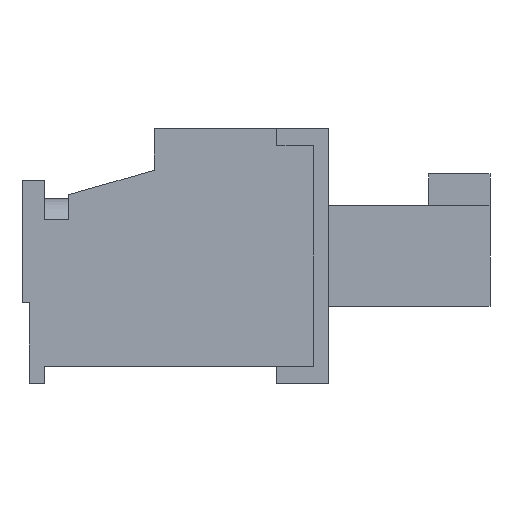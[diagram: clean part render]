
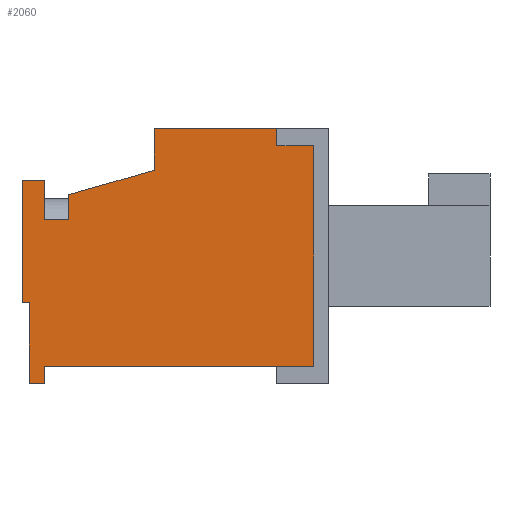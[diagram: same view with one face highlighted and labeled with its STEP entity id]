
A CAD part, left-side view. The second image highlights one B-rep face of the part: STEP entity #2060.
In plain terms, the highlighted planar face has unit normal (-1, 0, 0).
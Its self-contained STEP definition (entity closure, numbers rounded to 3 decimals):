
#136 = CARTESIAN_POINT ( 'NONE',  ( -3.5, 0., 0. ) ) ;
#622 = VERTEX_POINT ( 'NONE', #3661 ) ;
#635 = VERTEX_POINT ( 'NONE', #3628 ) ;
#750 = VERTEX_POINT ( 'NONE', #2722 ) ;
#851 = CARTESIAN_POINT ( 'NONE',  ( -3.5, 4.5, -5.24 ) ) ;
#894 = DIRECTION ( 'NONE',  ( 0., -1., 0. ) ) ;
#976 = VECTOR ( 'NONE', #11111, 1000. ) ;
#998 = LINE ( 'NONE', #4068, #976 ) ;
#1084 = ORIENTED_EDGE ( 'NONE', *, *, #7371, .F. ) ;
#1221 = EDGE_CURVE ( 'NONE', #10744, #4742, #998, .T. ) ;
#1811 = LINE ( 'NONE', #8095, #1882 ) ;
#1882 = VECTOR ( 'NONE', #8147, 1000. ) ;
#1926 = LINE ( 'NONE', #8814, #2082 ) ;
#1941 = VECTOR ( 'NONE', #9923, 1000. ) ;
#1976 = LINE ( 'NONE', #10841, #1941 ) ;
#2060 = ADVANCED_FACE ( 'NONE', ( #8050 ), #7295, .T. ) ;
#2082 = VECTOR ( 'NONE', #8825, 1000. ) ;
#2121 = AXIS2_PLACEMENT_3D ( 'NONE', #136, #8487, #7526 ) ;
#2302 = DIRECTION ( 'NONE',  ( 0., 1., 0. ) ) ;
#2303 = CARTESIAN_POINT ( 'NONE',  ( -3.5, -3.1, 5.76 ) ) ;
#2333 = VECTOR ( 'NONE', #5264, 1000. ) ;
#2339 = CARTESIAN_POINT ( 'NONE',  ( -3.5, -5.2, 6.66 ) ) ;
#2347 = LINE ( 'NONE', #5302, #2333 ) ;
#2375 = VECTOR ( 'NONE', #5828, 1000. ) ;
#2390 = DIRECTION ( 'NONE',  ( 0., 0., 1. ) ) ;
#2402 = LINE ( 'NONE', #6068, #2375 ) ;
#2415 = VECTOR ( 'NONE', #6208, 1000. ) ;
#2438 = LINE ( 'NONE', #6334, #2415 ) ;
#2449 = CARTESIAN_POINT ( 'NONE',  ( -3.5, -5.2, -3.74 ) ) ;
#2488 = ORIENTED_EDGE ( 'NONE', *, *, #7176, .F. ) ;
#2565 = VECTOR ( 'NONE', #9119, 1000. ) ;
#2597 = LINE ( 'NONE', #9078, #2565 ) ;
#2652 = VECTOR ( 'NONE', #9642, 1000. ) ;
#2669 = CARTESIAN_POINT ( 'NONE',  ( -3.5, -2.5, 4.76 ) ) ;
#2717 = VECTOR ( 'NONE', #9684, 1000. ) ;
#2722 = CARTESIAN_POINT ( 'NONE',  ( -3.5, -3.5, 1.26 ) ) ;
#2731 = LINE ( 'NONE', #9554, #2652 ) ;
#2750 = LINE ( 'NONE', #9720, #2717 ) ;
#2828 = VECTOR ( 'NONE', #11351, 1000. ) ;
#2837 = LINE ( 'NONE', #11602, #2828 ) ;
#2855 = CARTESIAN_POINT ( 'NONE',  ( -3.5, -3.1, 6.66 ) ) ;
#2974 = VECTOR ( 'NONE', #10596, 1000. ) ;
#3059 = LINE ( 'NONE', #11316, #2974 ) ;
#3110 = ORIENTED_EDGE ( 'NONE', *, *, #7219, .F. ) ;
#3135 = CARTESIAN_POINT ( 'NONE',  ( -3.5, -1.5, 4.76 ) ) ;
#3434 = VERTEX_POINT ( 'NONE', #2855 ) ;
#3615 = ORIENTED_EDGE ( 'NONE', *, *, #1221, .T. ) ;
#3628 = CARTESIAN_POINT ( 'NONE',  ( -3.5, -5.2, 1.26 ) ) ;
#3661 = CARTESIAN_POINT ( 'NONE',  ( -3.5, 5.2, 6.36 ) ) ;
#3965 = ORIENTED_EDGE ( 'NONE', *, *, #7053, .F. ) ;
#4068 = CARTESIAN_POINT ( 'NONE',  ( -3.5, 4.5, 6.66 ) ) ;
#4170 = VECTOR ( 'NONE', #2390, 1000. ) ;
#4193 = LINE ( 'NONE', #4944, #4170 ) ;
#4512 = EDGE_CURVE ( 'NONE', #9044, #4560, #9517, .T. ) ;
#4560 = VERTEX_POINT ( 'NONE', #2669 ) ;
#4742 = VERTEX_POINT ( 'NONE', #9155 ) ;
#4848 = ORIENTED_EDGE ( 'NONE', *, *, #4512, .F. ) ;
#4916 = ORIENTED_EDGE ( 'NONE', *, *, #6215, .T. ) ;
#4944 = CARTESIAN_POINT ( 'NONE',  ( -3.5, -5.2, -5.24 ) ) ;
#5062 = VECTOR ( 'NONE', #2302, 1000. ) ;
#5104 = VERTEX_POINT ( 'NONE', #2303 ) ;
#5111 = LINE ( 'NONE', #2339, #5062 ) ;
#5219 = ORIENTED_EDGE ( 'NONE', *, *, #7200, .T. ) ;
#5264 = DIRECTION ( 'NONE',  ( 0., 0., -1. ) ) ;
#5302 = CARTESIAN_POINT ( 'NONE',  ( -3.5, -4.5, -3.74 ) ) ;
#5373 = VECTOR ( 'NONE', #894, 1000. ) ;
#5741 = CARTESIAN_POINT ( 'NONE',  ( -3.5, 1.9, 6.66 ) ) ;
#5786 = LINE ( 'NONE', #851, #5373 ) ;
#5814 = CARTESIAN_POINT ( 'NONE',  ( -3.5, -1.5, 5.76 ) ) ;
#5828 = DIRECTION ( 'NONE',  ( 0., -1., 0. ) ) ;
#5833 = VERTEX_POINT ( 'NONE', #7896 ) ;
#6045 = CARTESIAN_POINT ( 'NONE',  ( -3.5, 4.5, 5.74 ) ) ;
#6068 = CARTESIAN_POINT ( 'NONE',  ( -3.5, -4.5, -3.74 ) ) ;
#6208 = DIRECTION ( 'NONE',  ( 0., 1., 0. ) ) ;
#6215 = EDGE_CURVE ( 'NONE', #3434, #10521, #5111, .T. ) ;
#6334 = CARTESIAN_POINT ( 'NONE',  ( -3.5, -3.1, 5.76 ) ) ;
#6507 = EDGE_CURVE ( 'NONE', #10016, #635, #4193, .T. ) ;
#6955 = EDGE_CURVE ( 'NONE', #10521, #11296, #3059, .T. ) ;
#6984 = ORIENTED_EDGE ( 'NONE', *, *, #9260, .T. ) ;
#7003 = EDGE_CURVE ( 'NONE', #5104, #3434, #2837, .T. ) ;
#7053 = EDGE_CURVE ( 'NONE', #750, #635, #2750, .T. ) ;
#7070 = EDGE_CURVE ( 'NONE', #4560, #750, #2731, .T. ) ;
#7113 = EDGE_CURVE ( 'NONE', #9369, #9044, #2597, .T. ) ;
#7176 = EDGE_CURVE ( 'NONE', #5104, #9369, #2438, .T. ) ;
#7200 = EDGE_CURVE ( 'NONE', #5833, #10016, #2402, .T. ) ;
#7219 = EDGE_CURVE ( 'NONE', #5833, #9341, #2347, .T. ) ;
#7295 = PLANE ( 'NONE',  #2121 ) ;
#7355 = EDGE_CURVE ( 'NONE', #10744, #10193, #1976, .T. ) ;
#7371 = EDGE_CURVE ( 'NONE', #10193, #622, #1926, .T. ) ;
#7418 = EDGE_CURVE ( 'NONE', #11296, #622, #1811, .T. ) ;
#7526 = DIRECTION ( 'NONE',  ( 0., 0., 1. ) ) ;
#7633 = DIRECTION ( 'NONE',  ( 0., -1., 0. ) ) ;
#7896 = CARTESIAN_POINT ( 'NONE',  ( -3.5, -4.5, -3.74 ) ) ;
#8050 = FACE_OUTER_BOUND ( 'NONE', #11427, .T. ) ;
#8095 = CARTESIAN_POINT ( 'NONE',  ( -3.5, 1.9, 6.36 ) ) ;
#8147 = DIRECTION ( 'NONE',  ( 0., 1., 0. ) ) ;
#8332 = CARTESIAN_POINT ( 'NONE',  ( -3.5, 1.9, 6.36 ) ) ;
#8487 = DIRECTION ( 'NONE',  ( -1., 0., 0. ) ) ;
#8501 = CARTESIAN_POINT ( 'NONE',  ( -3.5, -4.5, -5.24 ) ) ;
#8814 = CARTESIAN_POINT ( 'NONE',  ( -3.5, 5.2, 5.74 ) ) ;
#8825 = DIRECTION ( 'NONE',  ( 0., 0., 1. ) ) ;
#8889 = ORIENTED_EDGE ( 'NONE', *, *, #7355, .F. ) ;
#9044 = VERTEX_POINT ( 'NONE', #3135 ) ;
#9078 = CARTESIAN_POINT ( 'NONE',  ( -3.5, -1.5, 5.76 ) ) ;
#9119 = DIRECTION ( 'NONE',  ( 0., 0., -1. ) ) ;
#9155 = CARTESIAN_POINT ( 'NONE',  ( -3.5, 4.5, -5.24 ) ) ;
#9260 = EDGE_CURVE ( 'NONE', #4742, #9341, #5786, .T. ) ;
#9341 = VERTEX_POINT ( 'NONE', #8501 ) ;
#9369 = VERTEX_POINT ( 'NONE', #5814 ) ;
#9487 = VECTOR ( 'NONE', #7633, 1000. ) ;
#9517 = LINE ( 'NONE', #10306, #9487 ) ;
#9554 = CARTESIAN_POINT ( 'NONE',  ( -3.5, -3.5, 1.26 ) ) ;
#9642 = DIRECTION ( 'NONE',  ( 0., -0.275, -0.962 ) ) ;
#9684 = DIRECTION ( 'NONE',  ( 0., -1., 0. ) ) ;
#9720 = CARTESIAN_POINT ( 'NONE',  ( -3.5, -3.5, 1.26 ) ) ;
#9923 = DIRECTION ( 'NONE',  ( 0., 1., 0. ) ) ;
#10016 = VERTEX_POINT ( 'NONE', #2449 ) ;
#10042 = ORIENTED_EDGE ( 'NONE', *, *, #7113, .F. ) ;
#10193 = VERTEX_POINT ( 'NONE', #10814 ) ;
#10306 = CARTESIAN_POINT ( 'NONE',  ( -3.5, -3.1, 4.76 ) ) ;
#10485 = ORIENTED_EDGE ( 'NONE', *, *, #7003, .T. ) ;
#10521 = VERTEX_POINT ( 'NONE', #5741 ) ;
#10596 = DIRECTION ( 'NONE',  ( 0., 0., -1. ) ) ;
#10731 = ORIENTED_EDGE ( 'NONE', *, *, #6955, .T. ) ;
#10744 = VERTEX_POINT ( 'NONE', #6045 ) ;
#10776 = ORIENTED_EDGE ( 'NONE', *, *, #7418, .T. ) ;
#10814 = CARTESIAN_POINT ( 'NONE',  ( -3.5, 5.2, 5.74 ) ) ;
#10841 = CARTESIAN_POINT ( 'NONE',  ( -3.5, 0.946, 5.74 ) ) ;
#11111 = DIRECTION ( 'NONE',  ( 0., 0., -1. ) ) ;
#11296 = VERTEX_POINT ( 'NONE', #8332 ) ;
#11316 = CARTESIAN_POINT ( 'NONE',  ( -3.5, 1.9, 6.661 ) ) ;
#11351 = DIRECTION ( 'NONE',  ( 0., 0., 1. ) ) ;
#11427 = EDGE_LOOP ( 'NONE', ( #10776, #1084, #8889, #3615, #6984, #3110, #5219, #11516, #3965, #11714, #4848, #10042, #2488, #10485, #4916, #10731 ) ) ;
#11516 = ORIENTED_EDGE ( 'NONE', *, *, #6507, .T. ) ;
#11602 = CARTESIAN_POINT ( 'NONE',  ( -3.5, -3.1, 5.76 ) ) ;
#11714 = ORIENTED_EDGE ( 'NONE', *, *, #7070, .F. ) ;
